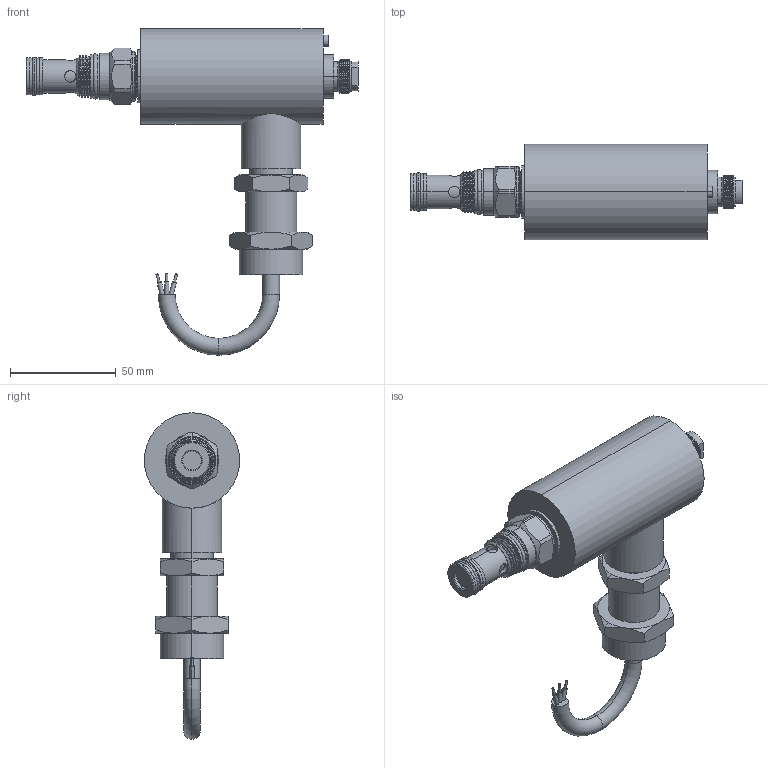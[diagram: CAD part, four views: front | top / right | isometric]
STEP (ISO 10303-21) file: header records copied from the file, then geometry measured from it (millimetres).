
FILE_DESCRIPTION (( 'STEP AP203' ), '1' );
FILE_NAME ('EP13A2E31N.STEP', '2023-11-08T08:48:18', ( '' ), ( '' ), 'SwSTEP 2.0', 'SolidWorks 2018', '' );
FILE_SCHEMA (( 'CONFIG_CONTROL_DESIGN' ));
Length unit declared in the file: millimetre
Products named in the file (1): EP13A2E31N
Bounding box: 156.65 x 45 x 154.07 mm (x, y, z)
Volume: 207133.7 mm3; surface area: 32202.4 mm2
Topology: 2 solids, 2 shells, 256 faces, 585 edges, 367 vertices
Faces by surface type: cylinder 118, plane 62, cone 54, bspline 12, torus 10
Entity records: 12159 total; most frequent: CARTESIAN_POINT 6577, ORIENTED_EDGE 1170, DIRECTION 1123, EDGE_CURVE 585, AXIS2_PLACEMENT_3D 476, VERTEX_POINT 367, EDGE_LOOP 292, FACE_OUTER_BOUND 256
